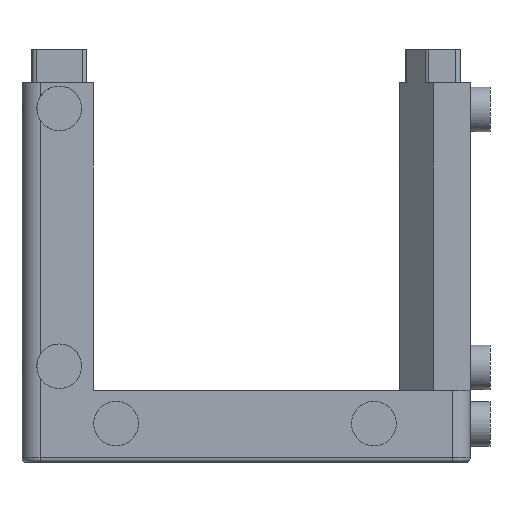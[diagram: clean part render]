
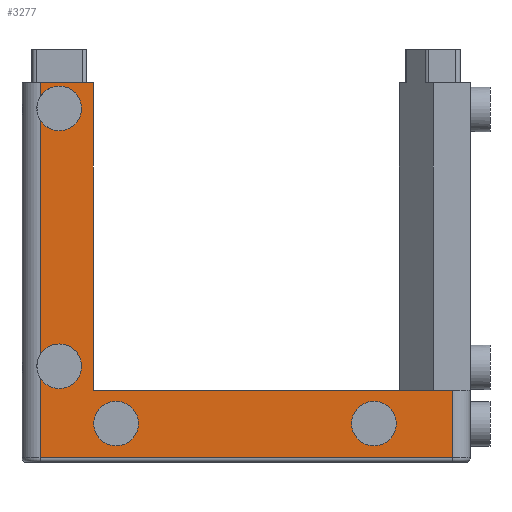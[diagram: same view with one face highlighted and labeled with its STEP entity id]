
A CAD part, left-side view. The second image highlights one B-rep face of the part: STEP entity #3277.
In plain terms, the highlighted planar face has unit normal (-1, 0, 0).
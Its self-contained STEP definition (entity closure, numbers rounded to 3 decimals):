
#40=FACE_BOUND('',#491,.T.);
#41=FACE_BOUND('',#492,.T.);
#295=FACE_OUTER_BOUND('',#490,.T.);
#490=EDGE_LOOP('',(#2755,#2756,#2757,#2758,#2759,#2760,#2761,#2762,#2763,
#2764,#2765,#2766));
#491=EDGE_LOOP('',(#2767));
#492=EDGE_LOOP('',(#2768));
#573=CIRCLE('',#3367,2.475);
#575=CIRCLE('',#3369,2.475);
#577=CIRCLE('',#3374,2.475);
#579=CIRCLE('',#3378,2.475);
#581=CIRCLE('',#3380,2.475);
#583=CIRCLE('',#3385,2.475);
#939=LINE('',#5562,#1232);
#942=LINE('',#5566,#1235);
#943=LINE('',#5568,#1236);
#944=LINE('',#5569,#1237);
#945=LINE('',#5571,#1238);
#952=LINE('',#5587,#1245);
#956=LINE('',#5593,#1249);
#957=LINE('',#5594,#1250);
#1232=VECTOR('',#4497,10.);
#1235=VECTOR('',#4502,10.);
#1236=VECTOR('',#4505,10.);
#1237=VECTOR('',#4506,10.);
#1238=VECTOR('',#4507,10.);
#1245=VECTOR('',#4520,10.);
#1249=VECTOR('',#4526,10.);
#1250=VECTOR('',#4527,10.);
#1338=VERTEX_POINT('',#4829);
#1339=VERTEX_POINT('',#4831);
#1340=VERTEX_POINT('',#4833);
#1342=VERTEX_POINT('',#4842);
#1344=VERTEX_POINT('',#4849);
#1345=VERTEX_POINT('',#4851);
#1346=VERTEX_POINT('',#4853);
#1348=VERTEX_POINT('',#4862);
#1555=VERTEX_POINT('',#5512);
#1561=VERTEX_POINT('',#5525);
#1569=VERTEX_POINT('',#5560);
#1570=VERTEX_POINT('',#5570);
#1576=VERTEX_POINT('',#5586);
#1577=VERTEX_POINT('',#5592);
#1657=EDGE_CURVE('',#1339,#1338,#573,.T.);
#1659=EDGE_CURVE('',#1338,#1340,#575,.T.);
#1663=EDGE_CURVE('',#1342,#1342,#577,.T.);
#1666=EDGE_CURVE('',#1345,#1344,#579,.T.);
#1668=EDGE_CURVE('',#1344,#1346,#581,.T.);
#1672=EDGE_CURVE('',#1348,#1348,#583,.T.);
#1998=EDGE_CURVE('',#1569,#1561,#939,.T.);
#2001=EDGE_CURVE('',#1561,#1555,#942,.T.);
#2002=EDGE_CURVE('',#1555,#1340,#943,.T.);
#2003=EDGE_CURVE('',#1339,#1346,#944,.T.);
#2004=EDGE_CURVE('',#1345,#1570,#945,.T.);
#2012=EDGE_CURVE('',#1570,#1576,#952,.T.);
#2016=EDGE_CURVE('',#1577,#1569,#956,.T.);
#2017=EDGE_CURVE('',#1577,#1576,#957,.T.);
#2755=ORIENTED_EDGE('',*,*,#1657,.T.);
#2756=ORIENTED_EDGE('',*,*,#1659,.T.);
#2757=ORIENTED_EDGE('',*,*,#2002,.F.);
#2758=ORIENTED_EDGE('',*,*,#2001,.F.);
#2759=ORIENTED_EDGE('',*,*,#1998,.F.);
#2760=ORIENTED_EDGE('',*,*,#2016,.F.);
#2761=ORIENTED_EDGE('',*,*,#2017,.T.);
#2762=ORIENTED_EDGE('',*,*,#2012,.F.);
#2763=ORIENTED_EDGE('',*,*,#2004,.F.);
#2764=ORIENTED_EDGE('',*,*,#1666,.T.);
#2765=ORIENTED_EDGE('',*,*,#1668,.T.);
#2766=ORIENTED_EDGE('',*,*,#2003,.F.);
#2767=ORIENTED_EDGE('',*,*,#1663,.T.);
#2768=ORIENTED_EDGE('',*,*,#1672,.T.);
#3102=PLANE('',#3635);
#3277=ADVANCED_FACE('',(#295,#40,#41),#3102,.T.);
#3367=AXIS2_PLACEMENT_3D('',#4832,#3770,#3771);
#3369=AXIS2_PLACEMENT_3D('',#4835,#3774,#3775);
#3374=AXIS2_PLACEMENT_3D('',#4844,#3786,#3787);
#3378=AXIS2_PLACEMENT_3D('',#4852,#3795,#3796);
#3380=AXIS2_PLACEMENT_3D('',#4855,#3799,#3800);
#3385=AXIS2_PLACEMENT_3D('',#4864,#3811,#3812);
#3635=AXIS2_PLACEMENT_3D('',#5591,#4524,#4525);
#3770=DIRECTION('center_axis',(1.,0.,0.));
#3771=DIRECTION('ref_axis',(0.,0.,1.));
#3774=DIRECTION('center_axis',(1.,0.,0.));
#3775=DIRECTION('ref_axis',(0.,0.,1.));
#3786=DIRECTION('center_axis',(1.,0.,0.));
#3787=DIRECTION('ref_axis',(0.,0.,1.));
#3795=DIRECTION('center_axis',(1.,0.,0.));
#3796=DIRECTION('ref_axis',(0.,0.,1.));
#3799=DIRECTION('center_axis',(1.,0.,0.));
#3800=DIRECTION('ref_axis',(0.,0.,1.));
#3811=DIRECTION('center_axis',(1.,0.,0.));
#3812=DIRECTION('ref_axis',(0.,0.,1.));
#4497=DIRECTION('',(0.,0.,-1.));
#4502=DIRECTION('',(0.,1.,0.));
#4505=DIRECTION('',(0.,0.,1.));
#4506=DIRECTION('',(0.,0.,1.));
#4507=DIRECTION('',(0.,0.,1.));
#4520=DIRECTION('',(0.,-1.,0.));
#4524=DIRECTION('center_axis',(-1.,0.,0.));
#4525=DIRECTION('ref_axis',(0.,-1.,0.));
#4526=DIRECTION('',(0.,-1.,0.));
#4527=DIRECTION('',(0.,0.,1.));
#4829=CARTESIAN_POINT('',(-24.85,20.72,8.195));
#4831=CARTESIAN_POINT('',(-24.85,22.85,11.93));
#4832=CARTESIAN_POINT('Origin',(-24.85,20.72,10.67));
#4833=CARTESIAN_POINT('',(-24.85,22.85,9.41));
#4835=CARTESIAN_POINT('Origin',(-24.85,20.72,10.67));
#4842=CARTESIAN_POINT('',(-24.85,14.42,1.835));
#4844=CARTESIAN_POINT('Origin',(-24.85,14.42,4.31));
#4849=CARTESIAN_POINT('',(-24.85,20.72,36.795));
#4851=CARTESIAN_POINT('',(-24.85,22.85,40.53));
#4852=CARTESIAN_POINT('Origin',(-24.85,20.72,39.27));
#4853=CARTESIAN_POINT('',(-24.85,22.85,38.01));
#4855=CARTESIAN_POINT('Origin',(-24.85,20.72,39.27));
#4862=CARTESIAN_POINT('',(-24.85,-14.18,1.835));
#4864=CARTESIAN_POINT('Origin',(-24.85,-14.18,4.31));
#5512=CARTESIAN_POINT('',(-24.85,22.85,0.5));
#5525=CARTESIAN_POINT('',(-24.85,-22.85,0.5));
#5560=CARTESIAN_POINT('',(-24.85,-22.85,8.));
#5562=CARTESIAN_POINT('',(-24.85,-22.85,0.));
#5566=CARTESIAN_POINT('',(-24.85,12.425,0.5));
#5568=CARTESIAN_POINT('',(-24.85,22.85,0.));
#5569=CARTESIAN_POINT('',(-24.85,22.85,0.));
#5570=CARTESIAN_POINT('',(-24.85,22.85,42.1));
#5571=CARTESIAN_POINT('',(-24.85,22.85,0.));
#5586=CARTESIAN_POINT('',(-24.85,16.97,42.1));
#5587=CARTESIAN_POINT('',(-24.85,24.85,42.1));
#5591=CARTESIAN_POINT('Origin',(-24.85,24.85,0.));
#5592=CARTESIAN_POINT('',(-24.85,16.97,8.));
#5593=CARTESIAN_POINT('',(-24.85,-24.85,8.));
#5594=CARTESIAN_POINT('',(-24.85,16.97,8.));
